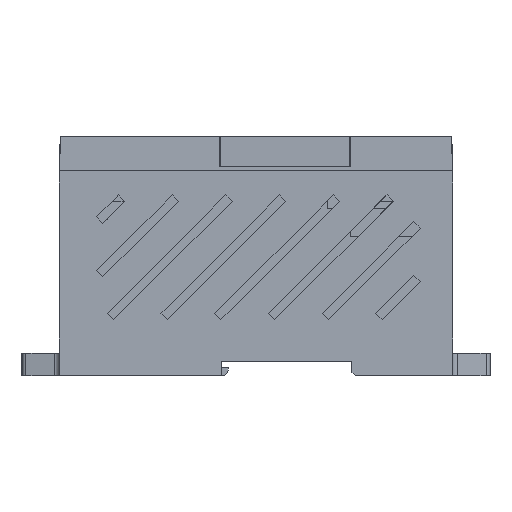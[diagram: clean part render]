
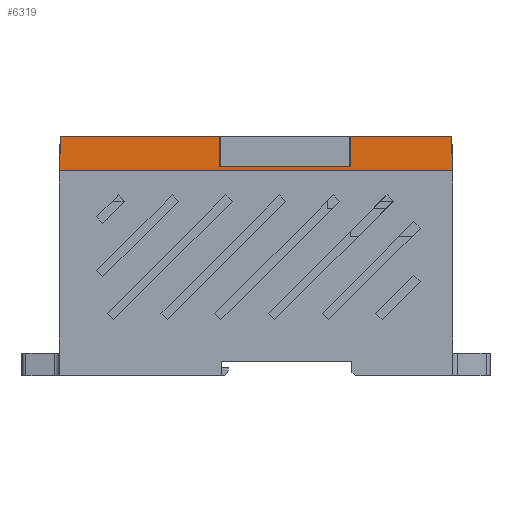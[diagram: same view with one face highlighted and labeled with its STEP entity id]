
A CAD part, left-side view. The second image highlights one B-rep face of the part: STEP entity #6319.
In plain terms, the highlighted planar face has unit normal (-1, 0, 0.018).
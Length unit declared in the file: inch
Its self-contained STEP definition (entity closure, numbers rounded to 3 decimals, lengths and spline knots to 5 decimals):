
#329 = EDGE_CURVE ( 'NONE', #470, #331, #8380, .T. ) ;
#331 = VERTEX_POINT ( 'NONE', #8373 ) ;
#396 = EDGE_CURVE ( 'NONE', #563, #514, #8766, .T. ) ;
#470 = VERTEX_POINT ( 'NONE', #8936 ) ;
#514 = VERTEX_POINT ( 'NONE', #9002 ) ;
#563 = VERTEX_POINT ( 'NONE', #9149 ) ;
#3981 = VERTEX_POINT ( 'NONE', #18493 ) ;
#3986 = EDGE_CURVE ( 'NONE', #3981, #563, #18489, .T. ) ;
#4783 = EDGE_CURVE ( 'NONE', #331, #4924, #20209, .T. ) ;
#4924 = VERTEX_POINT ( 'NONE', #20435 ) ;
#6288 = ORIENTED_EDGE ( 'NONE', *, *, #6289, .F. ) ;
#6289 = EDGE_CURVE ( 'NONE', #6291, #470, #22546, .T. ) ;
#6291 = VERTEX_POINT ( 'NONE', #22542 ) ;
#6293 = ORIENTED_EDGE ( 'NONE', *, *, #6294, .F. ) ;
#6294 = EDGE_CURVE ( 'NONE', #6296, #6291, #22541, .T. ) ;
#6296 = VERTEX_POINT ( 'NONE', #22537 ) ;
#6298 = ORIENTED_EDGE ( 'NONE', *, *, #6299, .T. ) ;
#6299 = EDGE_CURVE ( 'NONE', #6296, #514, #22536, .T. ) ;
#6302 = ORIENTED_EDGE ( 'NONE', *, *, #396, .F. ) ;
#6319 = ADVANCED_FACE ( 'NONE', ( #22580 ), #22618, .T. ) ;
#6321 = EDGE_LOOP ( 'NONE', ( #6323, #6432, #6433, #6288, #6293, #6298, #6302, #6403 ) ) ;
#6323 = ORIENTED_EDGE ( 'NONE', *, *, #6431, .F. ) ;
#6403 = ORIENTED_EDGE ( 'NONE', *, *, #3986, .F. ) ;
#6431 = EDGE_CURVE ( 'NONE', #4924, #3981, #22759, .T. ) ;
#6432 = ORIENTED_EDGE ( 'NONE', *, *, #4783, .F. ) ;
#6433 = ORIENTED_EDGE ( 'NONE', *, *, #329, .F. ) ;
#8373 = CARTESIAN_POINT ( 'NONE',  ( -3.25603, 0.01577, 5.82245 ) ) ;
#8375 = DIRECTION ( 'NONE',  ( 0., -1., 0. ) ) ;
#8377 = VECTOR ( 'NONE', #8375, 39.37008 ) ;
#8379 = CARTESIAN_POINT ( 'NONE',  ( -3.25603, -1.73599, 5.82245 ) ) ;
#8380 = LINE ( 'NONE', #8379, #8377 ) ;
#8762 = DIRECTION ( 'NONE',  ( 0., -1., 0. ) ) ;
#8763 = VECTOR ( 'NONE', #8762, 39.37008 ) ;
#8765 = CARTESIAN_POINT ( 'NONE',  ( -3.25603, -1.73599, 5.82245 ) ) ;
#8766 = LINE ( 'NONE', #8765, #8763 ) ;
#8936 = CARTESIAN_POINT ( 'NONE',  ( -3.25603, 1.08707, 5.82245 ) ) ;
#9002 = CARTESIAN_POINT ( 'NONE',  ( -3.25603, 2.48707, 5.82245 ) ) ;
#9149 = CARTESIAN_POINT ( 'NONE',  ( -3.25603, 4.18837, 5.82245 ) ) ;
#18485 = DIRECTION ( 'NONE',  ( 0.017, -0.051, 0.999 ) ) ;
#18487 = VECTOR ( 'NONE', #18485, 39.37008 ) ;
#18488 = CARTESIAN_POINT ( 'NONE',  ( -3.27307, 4.23799, 4.84631 ) ) ;
#18489 = LINE ( 'NONE', #18488, #18487 ) ;
#18493 = CARTESIAN_POINT ( 'NONE',  ( -3.26244, 4.20704, 5.4551 ) ) ;
#20206 = DIRECTION ( 'NONE',  ( -0.017, -0.051, -0.999 ) ) ;
#20207 = VECTOR ( 'NONE', #20206, 39.37008 ) ;
#20208 = CARTESIAN_POINT ( 'NONE',  ( -3.27986, -0.05363, 4.45723 ) ) ;
#20209 = LINE ( 'NONE', #20208, #20207 ) ;
#20435 = CARTESIAN_POINT ( 'NONE',  ( -3.26244, -0.00291, 5.4551 ) ) ;
#22533 = DIRECTION ( 'NONE',  ( 0.017, 0., 1. ) ) ;
#22534 = VECTOR ( 'NONE', #22533, 39.37008 ) ;
#22535 = CARTESIAN_POINT ( 'NONE',  ( -3.2617, 2.48707, 5.49744 ) ) ;
#22536 = LINE ( 'NONE', #22535, #22534 ) ;
#22537 = CARTESIAN_POINT ( 'NONE',  ( -3.2617, 2.48707, 5.49745 ) ) ;
#22538 = DIRECTION ( 'NONE',  ( 0., -1., 0. ) ) ;
#22539 = VECTOR ( 'NONE', #22538, 39.37008 ) ;
#22540 = CARTESIAN_POINT ( 'NONE',  ( -3.2617, 1.08707, 5.49745 ) ) ;
#22541 = LINE ( 'NONE', #22540, #22539 ) ;
#22542 = CARTESIAN_POINT ( 'NONE',  ( -3.2617, 1.08707, 5.49745 ) ) ;
#22543 = DIRECTION ( 'NONE',  ( 0.017, 0., 1. ) ) ;
#22544 = VECTOR ( 'NONE', #22543, 39.37008 ) ;
#22545 = CARTESIAN_POINT ( 'NONE',  ( -3.26245, 1.08707, 5.4546 ) ) ;
#22546 = LINE ( 'NONE', #22545, #22544 ) ;
#22580 = FACE_OUTER_BOUND ( 'NONE', #6321, .T. ) ;
#22614 = DIRECTION ( 'NONE',  ( 0.017, 0., 1. ) ) ;
#22615 = DIRECTION ( 'NONE',  ( -1., 0., 0.017 ) ) ;
#22616 = CARTESIAN_POINT ( 'NONE',  ( -3.26245, 0., 5.4546 ) ) ;
#22617 = AXIS2_PLACEMENT_3D ( 'NONE', #22616, #22615, #22614 ) ;
#22618 = PLANE ( 'NONE',  #22617 ) ;
#22756 = DIRECTION ( 'NONE',  ( 0., 1., 0. ) ) ;
#22757 = VECTOR ( 'NONE', #22756, 39.37008 ) ;
#22758 = CARTESIAN_POINT ( 'NONE',  ( -3.26244, 0., 5.4551 ) ) ;
#22759 = LINE ( 'NONE', #22758, #22757 ) ;
